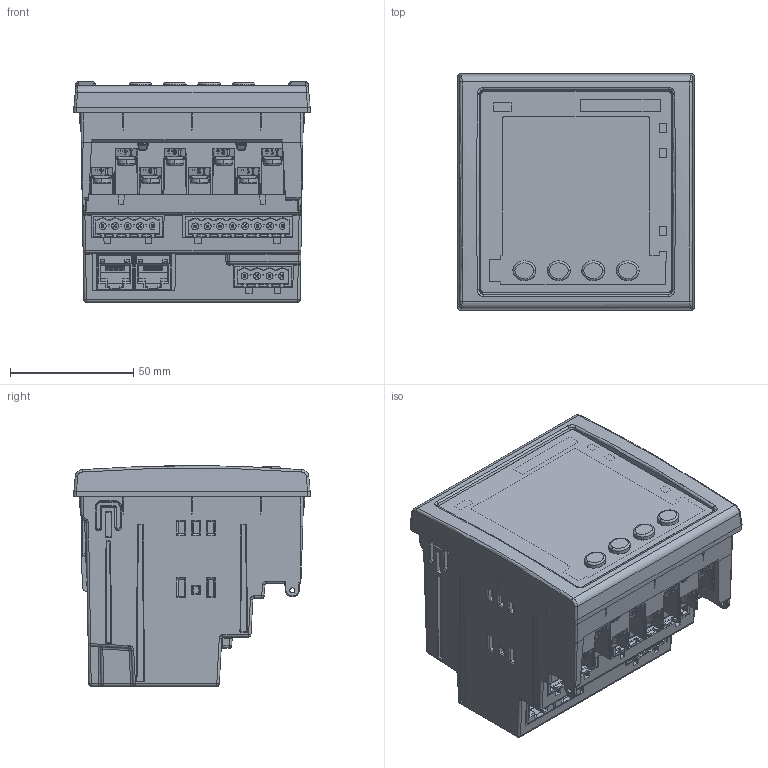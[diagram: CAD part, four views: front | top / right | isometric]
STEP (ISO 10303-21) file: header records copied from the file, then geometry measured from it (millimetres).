
FILE_DESCRIPTION((''),'2;1');
FILE_NAME('PRT0001','2014-05-27T',('SESA253906'),('Schneider-Electric'),'PRO/ENGINEER BY PARAMETRIC TECHNOLOGY CORPORATION, 2012420','PRO/ENGINEER BY PARAMETRIC TECHNOLOGY CORPORATION, 2012420','');
FILE_SCHEMA(('CONFIG_CONTROL_DESIGN'));
Products named in the file (1): PRT0001
Bounding box: 96 x 96 x 89.67 mm (x, y, z)
Surface area: 78083 mm2 (no closed solid volume)
Topology: 0 solids, 77 shells, 4710 faces, 14225 edges, 9414 vertices
Faces by surface type: plane 2531, cylinder 1402, bspline 515, sphere 114, cone 88, torus 50, extrusion 10
Entity records: 191836 total; most frequent: CARTESIAN_POINT 73011, ORIENTED_EDGE 25465, DIRECTION 21286, EDGE_CURVE 14110, VERTEX_POINT 9414, VECTOR 9346, LINE 9336, AXIS2_PLACEMENT_3D 5970
